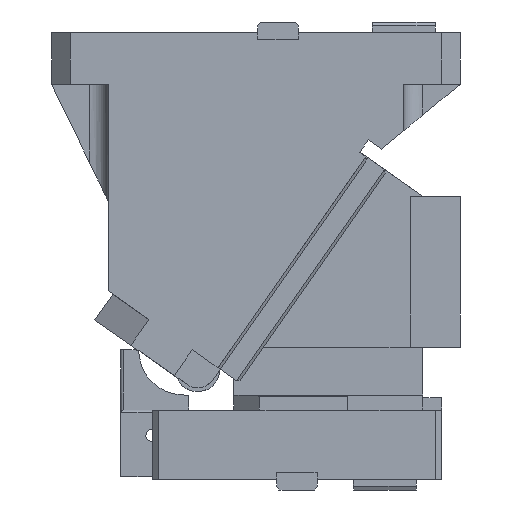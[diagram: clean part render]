
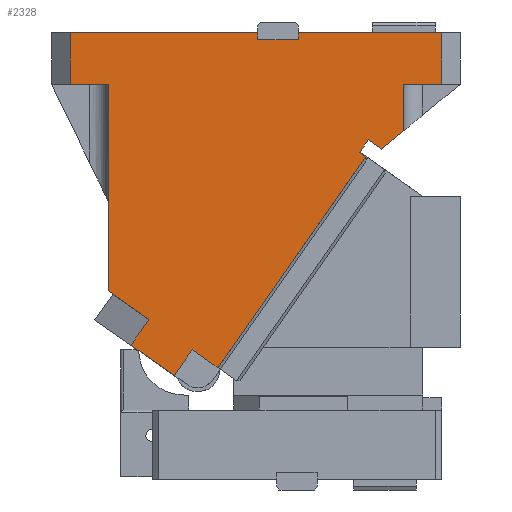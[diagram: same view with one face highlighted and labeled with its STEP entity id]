
A CAD part, front view. The second image highlights one B-rep face of the part: STEP entity #2328.
In plain terms, the highlighted planar face has unit normal (0, -1, 0).
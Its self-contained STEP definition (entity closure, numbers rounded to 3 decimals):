
#209=CARTESIAN_POINT('Vertex',(-35.,-45.,149.794)) ;
#212=CARTESIAN_POINT('Line Origine',(-35.,-45.,165.789)) ;
#216=CARTESIAN_POINT('Vertex',(-35.,-45.,181.783)) ;
#219=CARTESIAN_POINT('Line Origine',(-35.,-45.,247.892)) ;
#223=CARTESIAN_POINT('Vertex',(-35.,-45.,314.)) ;
#646=CARTESIAN_POINT('Vertex',(116.,-45.,355.)) ;
#649=CARTESIAN_POINT('Line Origine',(173.,-45.,355.)) ;
#653=CARTESIAN_POINT('Vertex',(230.,-45.,355.)) ;
#1068=CARTESIAN_POINT('Vertex',(-65.,-45.,355.)) ;
#1071=CARTESIAN_POINT('Line Origine',(9.5,-45.,355.)) ;
#1075=CARTESIAN_POINT('Vertex',(84.,-45.,355.)) ;
#2125=CARTESIAN_POINT('Line Origine',(-5.822,-45.,129.363)) ;
#2129=CARTESIAN_POINT('Vertex',(-9.072,-45.,131.639)) ;
#2131=CARTESIAN_POINT('Vertex',(-2.571,-45.,127.087)) ;
#2134=CARTESIAN_POINT('Line Origine',(-22.036,-45.,140.717)) ;
#2169=CARTESIAN_POINT('Axis2P3D Location',(82.5,-45.,221.811)) ;
#2174=CARTESIAN_POINT('Line Origine',(-9.741,-45.,116.847)) ;
#2178=CARTESIAN_POINT('Vertex',(-16.91,-45.,106.608)) ;
#2181=CARTESIAN_POINT('Line Origine',(0.318,-45.,94.545)) ;
#2185=CARTESIAN_POINT('Vertex',(17.546,-45.,82.482)) ;
#2188=CARTESIAN_POINT('Line Origine',(24.716,-45.,92.721)) ;
#2192=CARTESIAN_POINT('Vertex',(31.885,-45.,102.96)) ;
#2195=CARTESIAN_POINT('Line Origine',(42.125,-45.,95.791)) ;
#2199=CARTESIAN_POINT('Vertex',(52.364,-45.,88.621)) ;
#2202=CARTESIAN_POINT('Line Origine',(109.722,-45.,170.536)) ;
#2206=CARTESIAN_POINT('Vertex',(167.079,-45.,252.451)) ;
#2209=CARTESIAN_POINT('Line Origine',(168.513,-45.,254.499)) ;
#2213=CARTESIAN_POINT('Vertex',(169.947,-45.,256.547)) ;
#2216=CARTESIAN_POINT('Line Origine',(167.473,-45.,258.28)) ;
#2220=CARTESIAN_POINT('Vertex',(164.998,-45.,260.012)) ;
#2223=CARTESIAN_POINT('Line Origine',(168.44,-45.,264.927)) ;
#2227=CARTESIAN_POINT('Vertex',(171.881,-45.,269.842)) ;
#2230=CARTESIAN_POINT('Line Origine',(173.11,-45.,268.982)) ;
#2234=CARTESIAN_POINT('Vertex',(174.339,-45.,268.122)) ;
#2237=CARTESIAN_POINT('Line Origine',(178.344,-45.,265.317)) ;
#2241=CARTESIAN_POINT('Vertex',(182.348,-45.,262.513)) ;
#2244=CARTESIAN_POINT('Line Origine',(191.174,-45.,269.783)) ;
#2248=CARTESIAN_POINT('Vertex',(200.,-45.,277.052)) ;
#2251=CARTESIAN_POINT('Line Origine',(200.,-45.,295.526)) ;
#2255=CARTESIAN_POINT('Vertex',(200.,-45.,314.)) ;
#2258=CARTESIAN_POINT('Line Origine',(215.,-45.,314.)) ;
#2262=CARTESIAN_POINT('Vertex',(230.,-45.,314.)) ;
#2265=CARTESIAN_POINT('Line Origine',(230.,-45.,334.5)) ;
#2270=CARTESIAN_POINT('Line Origine',(116.,-45.,352.25)) ;
#2274=CARTESIAN_POINT('Vertex',(116.,-45.,349.5)) ;
#2277=CARTESIAN_POINT('Line Origine',(100.,-45.,349.5)) ;
#2281=CARTESIAN_POINT('Vertex',(84.,-45.,349.5)) ;
#2284=CARTESIAN_POINT('Line Origine',(84.,-45.,352.25)) ;
#2289=CARTESIAN_POINT('Line Origine',(-65.,-45.,334.5)) ;
#2293=CARTESIAN_POINT('Vertex',(-65.,-45.,314.)) ;
#2296=CARTESIAN_POINT('Line Origine',(-50.,-45.,314.)) ;
#213=DIRECTION('Vector Direction',(0.,0.,1.)) ;
#220=DIRECTION('Vector Direction',(0.,0.,1.)) ;
#650=DIRECTION('Vector Direction',(-1.,0.,0.)) ;
#1072=DIRECTION('Vector Direction',(-1.,0.,0.)) ;
#2126=DIRECTION('Vector Direction',(0.819,0.,-0.574)) ;
#2135=DIRECTION('Vector Direction',(0.819,0.,-0.574)) ;
#2170=DIRECTION('Axis2P3D Direction',(0.,1.,-0.)) ;
#2171=DIRECTION('Axis2P3D XDirection',(-1.,0.,0.)) ;
#2175=DIRECTION('Vector Direction',(-0.574,0.,-0.819)) ;
#2182=DIRECTION('Vector Direction',(-0.819,0.,0.574)) ;
#2189=DIRECTION('Vector Direction',(-0.574,0.,-0.819)) ;
#2196=DIRECTION('Vector Direction',(0.819,0.,-0.574)) ;
#2203=DIRECTION('Vector Direction',(-0.574,0.,-0.819)) ;
#2210=DIRECTION('Vector Direction',(0.574,0.,0.819)) ;
#2217=DIRECTION('Vector Direction',(-0.819,0.,0.574)) ;
#2224=DIRECTION('Vector Direction',(0.574,0.,0.819)) ;
#2231=DIRECTION('Vector Direction',(-0.819,0.,0.574)) ;
#2238=DIRECTION('Vector Direction',(0.819,0.,-0.574)) ;
#2245=DIRECTION('Vector Direction',(0.772,0.,0.636)) ;
#2252=DIRECTION('Vector Direction',(0.,0.,-1.)) ;
#2259=DIRECTION('Vector Direction',(-1.,0.,0.)) ;
#2266=DIRECTION('Vector Direction',(0.,0.,1.)) ;
#2271=DIRECTION('Vector Direction',(0.,0.,-1.)) ;
#2278=DIRECTION('Vector Direction',(1.,0.,0.)) ;
#2285=DIRECTION('Vector Direction',(0.,0.,1.)) ;
#2290=DIRECTION('Vector Direction',(0.,0.,1.)) ;
#2297=DIRECTION('Vector Direction',(-1.,0.,0.)) ;
#2172=AXIS2_PLACEMENT_3D('Plane Axis2P3D',#2169,#2170,#2171) ;
#2302=ORIENTED_EDGE('',*,*,#218,.F.) ;
#2303=ORIENTED_EDGE('',*,*,#2138,.T.) ;
#2304=ORIENTED_EDGE('',*,*,#2133,.T.) ;
#2305=ORIENTED_EDGE('',*,*,#2180,.T.) ;
#2306=ORIENTED_EDGE('',*,*,#2187,.F.) ;
#2307=ORIENTED_EDGE('',*,*,#2194,.F.) ;
#2308=ORIENTED_EDGE('',*,*,#2201,.T.) ;
#2309=ORIENTED_EDGE('',*,*,#2208,.F.) ;
#2310=ORIENTED_EDGE('',*,*,#2215,.T.) ;
#2311=ORIENTED_EDGE('',*,*,#2222,.T.) ;
#2312=ORIENTED_EDGE('',*,*,#2229,.T.) ;
#2313=ORIENTED_EDGE('',*,*,#2236,.F.) ;
#2314=ORIENTED_EDGE('',*,*,#2243,.F.) ;
#2315=ORIENTED_EDGE('',*,*,#2250,.T.) ;
#2316=ORIENTED_EDGE('',*,*,#2257,.F.) ;
#2317=ORIENTED_EDGE('',*,*,#2264,.F.) ;
#2318=ORIENTED_EDGE('',*,*,#2269,.T.) ;
#2319=ORIENTED_EDGE('',*,*,#655,.T.) ;
#2320=ORIENTED_EDGE('',*,*,#2276,.T.) ;
#2321=ORIENTED_EDGE('',*,*,#2283,.F.) ;
#2322=ORIENTED_EDGE('',*,*,#2288,.T.) ;
#2323=ORIENTED_EDGE('',*,*,#1077,.T.) ;
#2324=ORIENTED_EDGE('',*,*,#2295,.F.) ;
#2325=ORIENTED_EDGE('',*,*,#2300,.F.) ;
#2326=ORIENTED_EDGE('',*,*,#225,.F.) ;
#214=VECTOR('Line Direction',#213,1.) ;
#221=VECTOR('Line Direction',#220,1.) ;
#651=VECTOR('Line Direction',#650,1.) ;
#1073=VECTOR('Line Direction',#1072,1.) ;
#2127=VECTOR('Line Direction',#2126,1.) ;
#2136=VECTOR('Line Direction',#2135,1.) ;
#2176=VECTOR('Line Direction',#2175,1.) ;
#2183=VECTOR('Line Direction',#2182,1.) ;
#2190=VECTOR('Line Direction',#2189,1.) ;
#2197=VECTOR('Line Direction',#2196,1.) ;
#2204=VECTOR('Line Direction',#2203,1.) ;
#2211=VECTOR('Line Direction',#2210,1.) ;
#2218=VECTOR('Line Direction',#2217,1.) ;
#2225=VECTOR('Line Direction',#2224,1.) ;
#2232=VECTOR('Line Direction',#2231,1.) ;
#2239=VECTOR('Line Direction',#2238,1.) ;
#2246=VECTOR('Line Direction',#2245,1.) ;
#2253=VECTOR('Line Direction',#2252,1.) ;
#2260=VECTOR('Line Direction',#2259,1.) ;
#2267=VECTOR('Line Direction',#2266,1.) ;
#2272=VECTOR('Line Direction',#2271,1.) ;
#2279=VECTOR('Line Direction',#2278,1.) ;
#2286=VECTOR('Line Direction',#2285,1.) ;
#2291=VECTOR('Line Direction',#2290,1.) ;
#2298=VECTOR('Line Direction',#2297,1.) ;
#2328=ADVANCED_FACE('CAM HOLDER',(#2327),#2173,.F.) ;
#218=EDGE_CURVE('',#210,#217,#215,.T.) ;
#225=EDGE_CURVE('',#217,#224,#222,.T.) ;
#655=EDGE_CURVE('',#654,#647,#652,.T.) ;
#1077=EDGE_CURVE('',#1076,#1069,#1074,.T.) ;
#2133=EDGE_CURVE('',#2130,#2132,#2128,.T.) ;
#2138=EDGE_CURVE('',#210,#2130,#2137,.T.) ;
#2180=EDGE_CURVE('',#2132,#2179,#2177,.T.) ;
#2187=EDGE_CURVE('',#2186,#2179,#2184,.T.) ;
#2194=EDGE_CURVE('',#2193,#2186,#2191,.T.) ;
#2201=EDGE_CURVE('',#2193,#2200,#2198,.T.) ;
#2208=EDGE_CURVE('',#2207,#2200,#2205,.T.) ;
#2215=EDGE_CURVE('',#2207,#2214,#2212,.T.) ;
#2222=EDGE_CURVE('',#2214,#2221,#2219,.T.) ;
#2229=EDGE_CURVE('',#2221,#2228,#2226,.T.) ;
#2236=EDGE_CURVE('',#2235,#2228,#2233,.T.) ;
#2243=EDGE_CURVE('',#2242,#2235,#2240,.F.) ;
#2250=EDGE_CURVE('',#2242,#2249,#2247,.T.) ;
#2257=EDGE_CURVE('',#2256,#2249,#2254,.T.) ;
#2264=EDGE_CURVE('',#2263,#2256,#2261,.T.) ;
#2269=EDGE_CURVE('',#2263,#654,#2268,.T.) ;
#2276=EDGE_CURVE('',#647,#2275,#2273,.T.) ;
#2283=EDGE_CURVE('',#2282,#2275,#2280,.T.) ;
#2288=EDGE_CURVE('',#2282,#1076,#2287,.T.) ;
#2295=EDGE_CURVE('',#2294,#1069,#2292,.T.) ;
#2300=EDGE_CURVE('',#224,#2294,#2299,.T.) ;
#2301=EDGE_LOOP('',(#2302,#2303,#2304,#2305,#2306,#2307,#2308,#2309,#2310,#2311,#2312,#2313,#2314,#2315,#2316,#2317,#2318,#2319,#2320,#2321,#2322,#2323,#2324,#2325,#2326)) ;
#2327=FACE_OUTER_BOUND('',#2301,.T.) ;
#215=LINE('Line',#212,#214) ;
#222=LINE('Line',#219,#221) ;
#652=LINE('Line',#649,#651) ;
#1074=LINE('Line',#1071,#1073) ;
#2128=LINE('Line',#2125,#2127) ;
#2137=LINE('Line',#2134,#2136) ;
#2177=LINE('Line',#2174,#2176) ;
#2184=LINE('Line',#2181,#2183) ;
#2191=LINE('Line',#2188,#2190) ;
#2198=LINE('Line',#2195,#2197) ;
#2205=LINE('Line',#2202,#2204) ;
#2212=LINE('Line',#2209,#2211) ;
#2219=LINE('Line',#2216,#2218) ;
#2226=LINE('Line',#2223,#2225) ;
#2233=LINE('Line',#2230,#2232) ;
#2240=LINE('Line',#2237,#2239) ;
#2247=LINE('Line',#2244,#2246) ;
#2254=LINE('Line',#2251,#2253) ;
#2261=LINE('Line',#2258,#2260) ;
#2268=LINE('Line',#2265,#2267) ;
#2273=LINE('Line',#2270,#2272) ;
#2280=LINE('Line',#2277,#2279) ;
#2287=LINE('Line',#2284,#2286) ;
#2292=LINE('Line',#2289,#2291) ;
#2299=LINE('Line',#2296,#2298) ;
#2173=PLANE('Plane',#2172) ;
#210=VERTEX_POINT('',#209) ;
#217=VERTEX_POINT('',#216) ;
#224=VERTEX_POINT('',#223) ;
#647=VERTEX_POINT('',#646) ;
#654=VERTEX_POINT('',#653) ;
#1069=VERTEX_POINT('',#1068) ;
#1076=VERTEX_POINT('',#1075) ;
#2130=VERTEX_POINT('',#2129) ;
#2132=VERTEX_POINT('',#2131) ;
#2179=VERTEX_POINT('',#2178) ;
#2186=VERTEX_POINT('',#2185) ;
#2193=VERTEX_POINT('',#2192) ;
#2200=VERTEX_POINT('',#2199) ;
#2207=VERTEX_POINT('',#2206) ;
#2214=VERTEX_POINT('',#2213) ;
#2221=VERTEX_POINT('',#2220) ;
#2228=VERTEX_POINT('',#2227) ;
#2235=VERTEX_POINT('',#2234) ;
#2242=VERTEX_POINT('',#2241) ;
#2249=VERTEX_POINT('',#2248) ;
#2256=VERTEX_POINT('',#2255) ;
#2263=VERTEX_POINT('',#2262) ;
#2275=VERTEX_POINT('',#2274) ;
#2282=VERTEX_POINT('',#2281) ;
#2294=VERTEX_POINT('',#2293) ;
